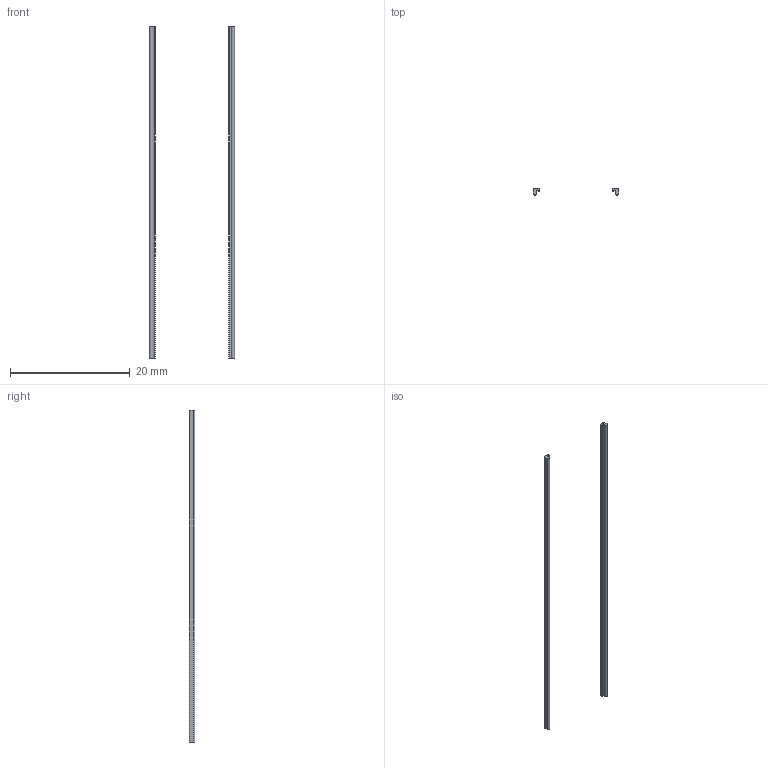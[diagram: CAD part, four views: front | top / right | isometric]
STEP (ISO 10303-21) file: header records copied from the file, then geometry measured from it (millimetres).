
FILE_DESCRIPTION (( 'STEP AP214' ), '1' );
FILE_NAME ('HGx15CA Tiny Red.STEP', '2018-04-02T05:40:29', ( '' ), ( '' ), 'SwSTEP 2.0', 'SolidWorks 2017', '' );
FILE_SCHEMA (( 'AUTOMOTIVE_DESIGN' ));
Length unit declared in the file: millimetre
Products named in the file (1): HGx15CA Tiny Red
Bounding box: 14.2 x 1 x 55.4 mm (x, y, z)
Volume: 70.3 mm3; surface area: 440.5 mm2
Topology: 2 solids, 2 shells, 21 faces, 51 edges, 34 vertices
Faces by surface type: plane 10, cylinder 9, bspline 2
Entity records: 672 total; most frequent: CARTESIAN_POINT 133, DIRECTION 105, ORIENTED_EDGE 102, EDGE_CURVE 51, AXIS2_PLACEMENT_3D 38, VERTEX_POINT 34, VECTOR 29, LINE 29
